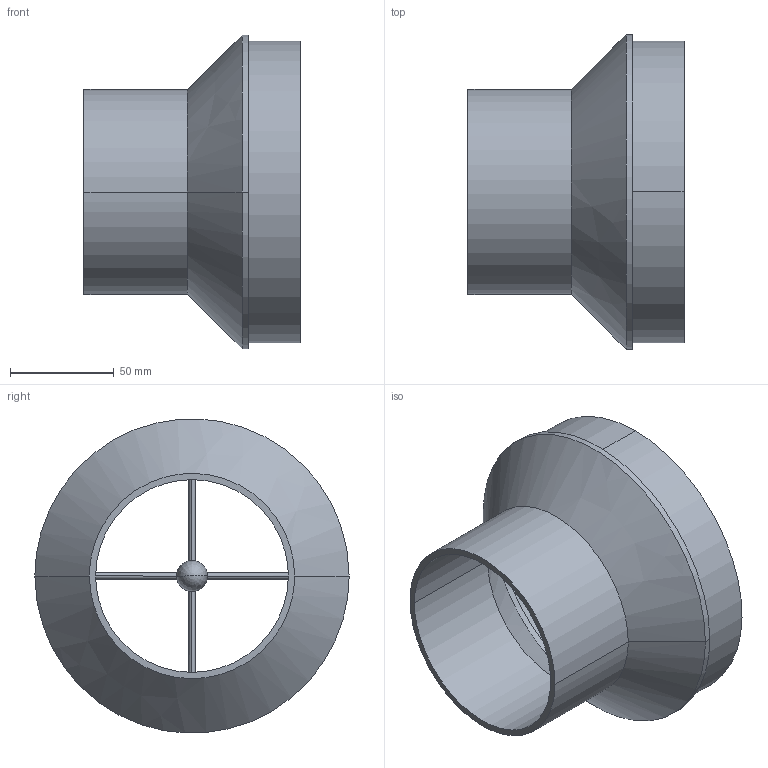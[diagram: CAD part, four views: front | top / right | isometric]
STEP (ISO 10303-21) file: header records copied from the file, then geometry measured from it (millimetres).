
FILE_DESCRIPTION(/* description */ (''),/* implementation_level */ '2;1');
FILE_NAME(/* name */ '1 - Inlet',/* time_stamp */ '2024-01-12T11:36:44-06:00',/* author */ (''),/* organization */ (''),/* preprocessor_version */ 'ST-DEVELOPER v16.5',/* originating_system */ 'Rhino 7.34',/* authorisation */ '');
FILE_SCHEMA (('CONFIG_CONTROL_DESIGN'));
Length unit declared in the file: inch
Products named in the file (1): Document
Bounding box: 104.37 x 151.82 x 151.68 mm (x, y, z)
Volume: 145613.5 mm3; surface area: 95727.5 mm2
Topology: 1 solids, 1 shells, 46 faces, 124 edges, 72 vertices
Faces by surface type: cylinder 26, plane 12, bspline 8
Entity records: 1556 total; most frequent: CARTESIAN_POINT 754, ORIENTED_EDGE 240, EDGE_CURVE 120, VERTEX_POINT 72, EDGE_LOOP 50, ADVANCED_FACE 46, FACE_OUTER_BOUND 46, DIRECTION 42
